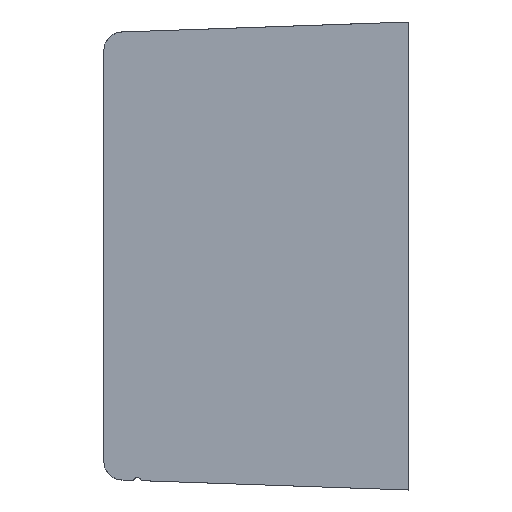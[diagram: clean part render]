
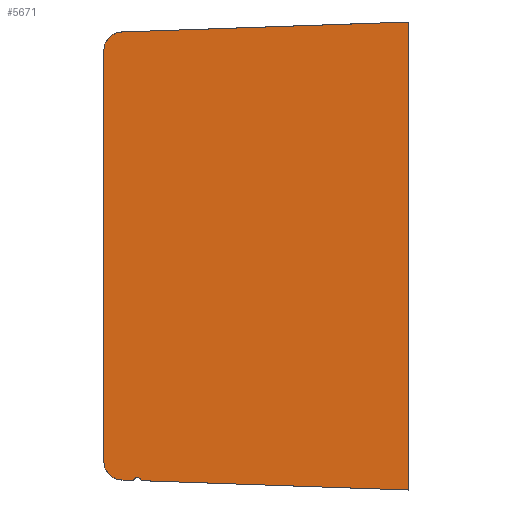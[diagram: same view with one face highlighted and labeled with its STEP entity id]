
A CAD part, left-side view. The second image highlights one B-rep face of the part: STEP entity #5671.
In plain terms, the highlighted planar face has unit normal (-1, 0, 0).
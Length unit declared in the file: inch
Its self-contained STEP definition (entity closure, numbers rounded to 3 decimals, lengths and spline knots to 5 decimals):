
#207 = ORIENTED_EDGE ( 'NONE', *, *, #5556, .F. ) ;
#224 = ORIENTED_EDGE ( 'NONE', *, *, #2574, .F. ) ;
#302 = AXIS2_PLACEMENT_3D ( 'NONE', #9159, #13564, #3659 ) ;
#479 = DIRECTION ( 'NONE',  ( -1., 0., 0. ) ) ;
#563 = VERTEX_POINT ( 'NONE', #13654 ) ;
#703 = DIRECTION ( 'NONE',  ( 0., 0., -1. ) ) ;
#727 = CIRCLE ( 'NONE', #302, 0.045 ) ;
#890 = CARTESIAN_POINT ( 'NONE',  ( -0.9935, 3.25, 2.19337 ) ) ;
#1089 = ORIENTED_EDGE ( 'NONE', *, *, #4909, .T. ) ;
#1274 = AXIS2_PLACEMENT_3D ( 'NONE', #7046, #479, #8124 ) ;
#1494 = VERTEX_POINT ( 'NONE', #4428 ) ;
#1532 = EDGE_CURVE ( 'NONE', #10788, #1575, #11229, .T. ) ;
#1575 = VERTEX_POINT ( 'NONE', #6293 ) ;
#1621 = DIRECTION ( 'NONE',  ( 1., 0., 0. ) ) ;
#1832 = AXIS2_PLACEMENT_3D ( 'NONE', #8170, #1621, #10225 ) ;
#1932 = VERTEX_POINT ( 'NONE', #5765 ) ;
#1936 = CIRCLE ( 'NONE', #9267, 0.2 ) ;
#2087 = VERTEX_POINT ( 'NONE', #7729 ) ;
#2574 = EDGE_CURVE ( 'NONE', #2087, #1575, #4783, .T. ) ;
#2616 = ORIENTED_EDGE ( 'NONE', *, *, #3845, .F. ) ;
#3092 = CARTESIAN_POINT ( 'NONE',  ( -0.9935, 3.42043, -2.38056 ) ) ;
#3309 = CARTESIAN_POINT ( 'NONE',  ( -0.9935, 3.25, 2.5 ) ) ;
#3338 = EDGE_LOOP ( 'NONE', ( #11975, #224, #207, #7177, #1089, #5260, #10033, #2616 ) ) ;
#3480 = DIRECTION ( 'NONE',  ( 0., -0.999, 0.035 ) ) ;
#3659 = DIRECTION ( 'NONE',  ( 0., -1., 0. ) ) ;
#3845 = EDGE_CURVE ( 'NONE', #10788, #1494, #727, .T. ) ;
#4154 = LINE ( 'NONE', #4622, #7058 ) ;
#4170 = FACE_OUTER_BOUND ( 'NONE', #3338, .T. ) ;
#4399 = CARTESIAN_POINT ( 'NONE',  ( -0.9935, 3.05698, 2.39325 ) ) ;
#4428 = CARTESIAN_POINT ( 'NONE',  ( -0.9935, 2.93311, -2.39757 ) ) ;
#4622 = CARTESIAN_POINT ( 'NONE',  ( -0.9935, 3.24604, 2.38665 ) ) ;
#4767 = DIRECTION ( 'NONE',  ( 0., 1., 0. ) ) ;
#4783 = LINE ( 'NONE', #6189, #7338 ) ;
#4801 = PLANE ( 'NONE',  #1832 ) ;
#4909 = EDGE_CURVE ( 'NONE', #6521, #1932, #5716, .T. ) ;
#5260 = ORIENTED_EDGE ( 'NONE', *, *, #6645, .T. ) ;
#5556 = EDGE_CURVE ( 'NONE', #12888, #2087, #4154, .T. ) ;
#5671 = ADVANCED_FACE ( 'NONE', ( #4170 ), #4801, .F. ) ;
#5716 = LINE ( 'NONE', #3309, #8288 ) ;
#5765 = CARTESIAN_POINT ( 'NONE',  ( -0.9935, 3.25, -2.19337 ) ) ;
#6189 = CARTESIAN_POINT ( 'NONE',  ( -0.9935, 0., 2.5 ) ) ;
#6293 = CARTESIAN_POINT ( 'NONE',  ( -0.9935, 0., -2.5 ) ) ;
#6521 = VERTEX_POINT ( 'NONE', #890 ) ;
#6613 = DIRECTION ( 'NONE',  ( -1., 0., 0. ) ) ;
#6645 = EDGE_CURVE ( 'NONE', #1932, #563, #1936, .T. ) ;
#7046 = CARTESIAN_POINT ( 'NONE',  ( -0.9935, 3.05, 2.19337 ) ) ;
#7058 = VECTOR ( 'NONE', #3480, 39.37008 ) ;
#7177 = ORIENTED_EDGE ( 'NONE', *, *, #11589, .T. ) ;
#7338 = VECTOR ( 'NONE', #703, 39.37008 ) ;
#7729 = CARTESIAN_POINT ( 'NONE',  ( -0.9935, 0., 2.5 ) ) ;
#7740 = DIRECTION ( 'NONE',  ( 0., -0.999, -0.035 ) ) ;
#8124 = DIRECTION ( 'NONE',  ( 0., 1., 0. ) ) ;
#8170 = CARTESIAN_POINT ( 'NONE',  ( -0.9935, 3.25, 2.5 ) ) ;
#8288 = VECTOR ( 'NONE', #9147, 39.37008 ) ;
#8634 = CARTESIAN_POINT ( 'NONE',  ( -0.9935, 3.42043, -2.38056 ) ) ;
#9147 = DIRECTION ( 'NONE',  ( 0., 0., -1. ) ) ;
#9159 = CARTESIAN_POINT ( 'NONE',  ( -0.9935, 2.89106, -2.41359 ) ) ;
#9267 = AXIS2_PLACEMENT_3D ( 'NONE', #11866, #6613, #4767 ) ;
#10033 = ORIENTED_EDGE ( 'NONE', *, *, #12279, .T. ) ;
#10225 = DIRECTION ( 'NONE',  ( 0., 1., 0. ) ) ;
#10788 = VERTEX_POINT ( 'NONE', #11310 ) ;
#10792 = VECTOR ( 'NONE', #14134, 39.37008 ) ;
#11229 = LINE ( 'NONE', #3092, #13817 ) ;
#11310 = CARTESIAN_POINT ( 'NONE',  ( -0.9935, 2.84799, -2.40055 ) ) ;
#11492 = CIRCLE ( 'NONE', #1274, 0.2 ) ;
#11589 = EDGE_CURVE ( 'NONE', #12888, #6521, #11492, .T. ) ;
#11866 = CARTESIAN_POINT ( 'NONE',  ( -0.9935, 3.05, -2.19337 ) ) ;
#11975 = ORIENTED_EDGE ( 'NONE', *, *, #1532, .T. ) ;
#12279 = EDGE_CURVE ( 'NONE', #563, #1494, #13725, .T. ) ;
#12888 = VERTEX_POINT ( 'NONE', #4399 ) ;
#13564 = DIRECTION ( 'NONE',  ( -1., 0., 0. ) ) ;
#13654 = CARTESIAN_POINT ( 'NONE',  ( -0.9935, 3.05698, -2.39325 ) ) ;
#13725 = LINE ( 'NONE', #8634, #10792 ) ;
#13817 = VECTOR ( 'NONE', #7740, 39.37008 ) ;
#14134 = DIRECTION ( 'NONE',  ( 0., -0.999, -0.035 ) ) ;
